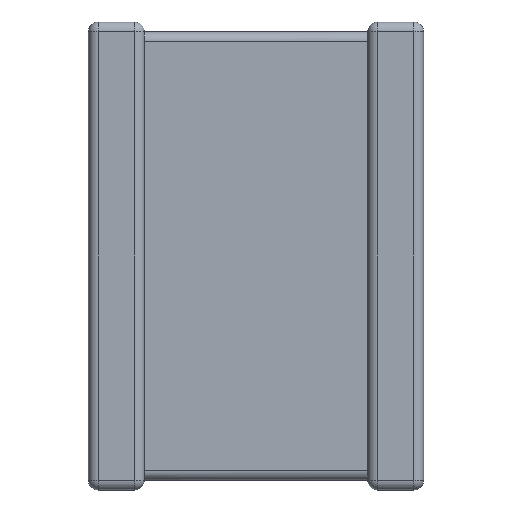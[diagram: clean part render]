
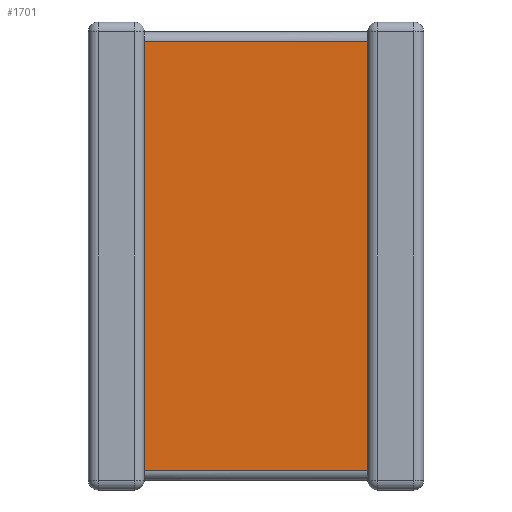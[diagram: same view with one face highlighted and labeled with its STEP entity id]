
A CAD part, front view. The second image highlights one B-rep face of the part: STEP entity #1701.
In plain terms, the highlighted planar face has unit normal (0, -1, 0).
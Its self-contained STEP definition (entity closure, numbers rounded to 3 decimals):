
#52 = DIRECTION ( 'NONE',  ( -1., 0., 0. ) ) ;
#140 = CARTESIAN_POINT ( 'NONE',  ( 0.8, 0.139, -6.7 ) ) ;
#423 = DIRECTION ( 'NONE',  ( 0., -1., 0. ) ) ;
#479 = VERTEX_POINT ( 'NONE', #1288 ) ;
#484 = CARTESIAN_POINT ( 'NONE',  ( 4., 0.139, -6.421 ) ) ;
#510 = VERTEX_POINT ( 'NONE', #3163 ) ;
#622 = CARTESIAN_POINT ( 'NONE',  ( 4., 0.139, -6.7 ) ) ;
#781 = VECTOR ( 'NONE', #52, 1000. ) ;
#785 = ORIENTED_EDGE ( 'NONE', *, *, #2132, .T. ) ;
#790 = LINE ( 'NONE', #622, #910 ) ;
#846 = EDGE_LOOP ( 'NONE', ( #4043, #785, #3385, #3901 ) ) ;
#910 = VECTOR ( 'NONE', #924, 1000. ) ;
#924 = DIRECTION ( 'NONE',  ( 0., 0., 1. ) ) ;
#971 = CARTESIAN_POINT ( 'NONE',  ( 4., 0.139, -6.421 ) ) ;
#1017 = VERTEX_POINT ( 'NONE', #484 ) ;
#1288 = CARTESIAN_POINT ( 'NONE',  ( 4., 0.139, -0.279 ) ) ;
#1516 = LINE ( 'NONE', #140, #4541 ) ;
#1701 = ADVANCED_FACE ( 'NONE', ( #3002 ), #3703, .T. ) ;
#1785 = VERTEX_POINT ( 'NONE', #3954 ) ;
#2011 = EDGE_CURVE ( 'NONE', #479, #1785, #2641, .T. ) ;
#2132 = EDGE_CURVE ( 'NONE', #510, #1017, #4210, .T. ) ;
#2224 = DIRECTION ( 'NONE',  ( 0., 0., -1. ) ) ;
#2641 = LINE ( 'NONE', #4076, #781 ) ;
#2801 = DIRECTION ( 'NONE',  ( 1., 0., 0. ) ) ;
#3002 = FACE_OUTER_BOUND ( 'NONE', #846, .T. ) ;
#3122 = VECTOR ( 'NONE', #2801, 1000. ) ;
#3163 = CARTESIAN_POINT ( 'NONE',  ( 0.8, 0.139, -6.421 ) ) ;
#3385 = ORIENTED_EDGE ( 'NONE', *, *, #4369, .T. ) ;
#3572 = AXIS2_PLACEMENT_3D ( 'NONE', #4101, #423, #2224 ) ;
#3703 = PLANE ( 'NONE',  #3572 ) ;
#3901 = ORIENTED_EDGE ( 'NONE', *, *, #2011, .T. ) ;
#3954 = CARTESIAN_POINT ( 'NONE',  ( 0.8, 0.139, -0.279 ) ) ;
#4043 = ORIENTED_EDGE ( 'NONE', *, *, #4559, .F. ) ;
#4076 = CARTESIAN_POINT ( 'NONE',  ( 0.8, 0.139, -0.279 ) ) ;
#4101 = CARTESIAN_POINT ( 'NONE',  ( 0.8, 0.139, -6.7 ) ) ;
#4210 = LINE ( 'NONE', #971, #3122 ) ;
#4369 = EDGE_CURVE ( 'NONE', #1017, #479, #790, .T. ) ;
#4404 = DIRECTION ( 'NONE',  ( 0., 0., 1. ) ) ;
#4541 = VECTOR ( 'NONE', #4404, 1000. ) ;
#4559 = EDGE_CURVE ( 'NONE', #510, #1785, #1516, .T. ) ;
